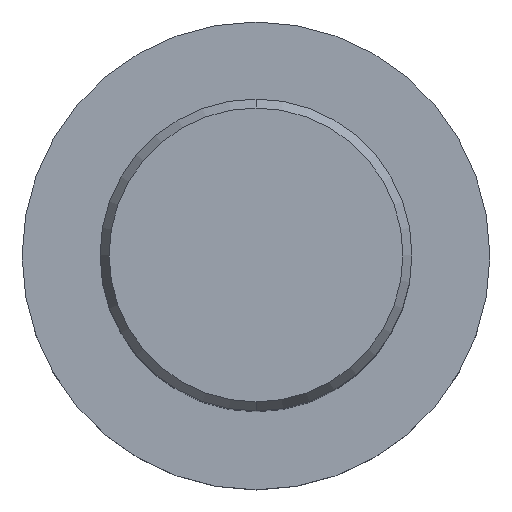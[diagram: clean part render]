
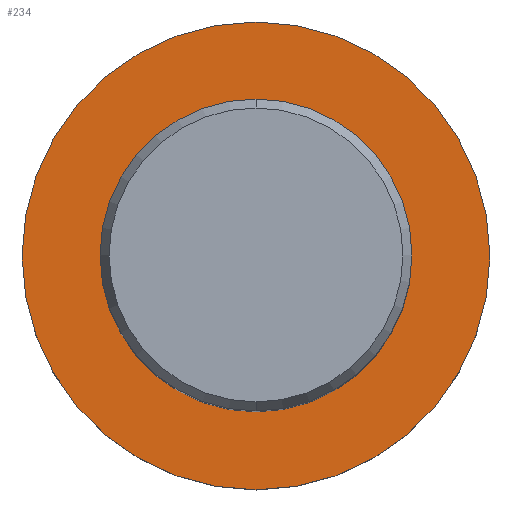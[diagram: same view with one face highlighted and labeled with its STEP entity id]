
A CAD part, top view. The second image highlights one B-rep face of the part: STEP entity #234.
In plain terms, the highlighted planar face has unit normal (0, 0, 1).
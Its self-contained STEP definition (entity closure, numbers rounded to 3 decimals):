
#218=EDGE_CURVE('',#532,#330,#583,.T.);
#230=EDGE_CURVE('',#308,#374,#595,.T.);
#234=ADVANCED_FACE('',(#599,#600),#601,.T.);
#308=VERTEX_POINT('',#685);
#330=VERTEX_POINT('',#711);
#374=VERTEX_POINT('',#757);
#412=EDGE_CURVE('',#374,#308,#800,.T.);
#478=EDGE_CURVE('',#330,#532,#870,.T.);
#532=VERTEX_POINT('',#931);
#583=CIRCLE('',#982,30.0);
#595=CIRCLE('',#997,20.0);
#599=FACE_BOUND('',#1002,.T.);
#600=FACE_OUTER_BOUND('',#1003,.T.);
#601=PLANE('',#1004);
#685=CARTESIAN_POINT('',(0.0,20.0,-70.0));
#711=CARTESIAN_POINT('',(0.0,30.0,-70.0));
#757=CARTESIAN_POINT('',(0.,-20.0,-70.0));
#800=CIRCLE('',#1405,20.0);
#870=CIRCLE('',#1571,30.0);
#931=CARTESIAN_POINT('',(0.,-30.0,-70.0));
#982=AXIS2_PLACEMENT_3D('',#1742,#1743,#1744);
#997=AXIS2_PLACEMENT_3D('',#1746,#1747,#1748);
#1002=EDGE_LOOP('',(#1753,#1754));
#1003=EDGE_LOOP('',(#1755,#1756));
#1004=AXIS2_PLACEMENT_3D('',#1757,#1758,#1759);
#1405=AXIS2_PLACEMENT_3D('',#2008,#2009,#2010);
#1571=AXIS2_PLACEMENT_3D('',#2084,#2085,#2086);
#1742=CARTESIAN_POINT('',(0.0,0.0,-70.0));
#1743=DIRECTION('',(0.0,0.0,-1.0));
#1744=DIRECTION('',(0.0,1.0,0.0));
#1746=CARTESIAN_POINT('',(0.0,0.0,-70.0));
#1747=DIRECTION('',(-0.0,0.0,-1.0));
#1748=DIRECTION('',(0.0,1.0,0.0));
#1753=ORIENTED_EDGE('',*,*,#230,.T.);
#1754=ORIENTED_EDGE('',*,*,#412,.T.);
#1755=ORIENTED_EDGE('',*,*,#478,.F.);
#1756=ORIENTED_EDGE('',*,*,#218,.F.);
#1757=CARTESIAN_POINT('',(0.0,15.0,-70.0));
#1758=DIRECTION('',(-0.0,0.0,1.0));
#1759=DIRECTION('',(0.0,-1.0,0.0));
#2008=CARTESIAN_POINT('',(0.0,0.0,-70.0));
#2009=DIRECTION('',(-0.0,0.0,-1.0));
#2010=DIRECTION('',(0.0,1.0,0.0));
#2084=CARTESIAN_POINT('',(0.0,0.0,-70.0));
#2085=DIRECTION('',(0.0,0.0,-1.0));
#2086=DIRECTION('',(0.0,1.0,0.0));
